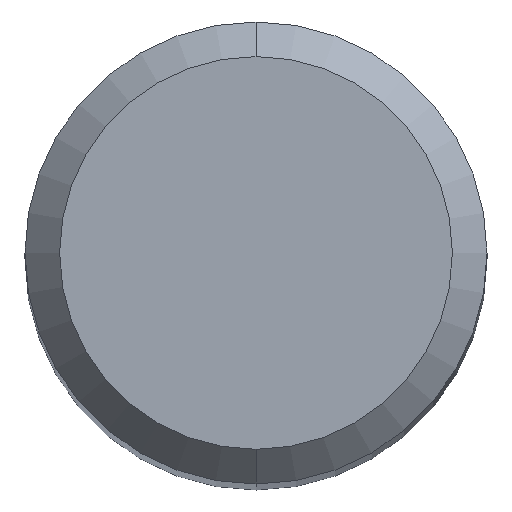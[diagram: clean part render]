
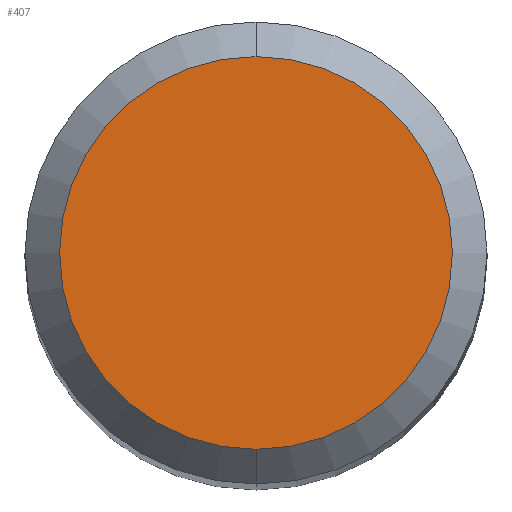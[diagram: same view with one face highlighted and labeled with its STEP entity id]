
A CAD part, top view. The second image highlights one B-rep face of the part: STEP entity #407.
In plain terms, the highlighted planar face has unit normal (0, 0, 1).
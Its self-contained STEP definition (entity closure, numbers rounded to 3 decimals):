
#281=EDGE_CURVE('',#311,#403,#599,.T.);
#311=VERTEX_POINT('',#629);
#327=EDGE_CURVE('',#403,#311,#646,.T.);
#403=VERTEX_POINT('',#734);
#407=ADVANCED_FACE('',(#738),#739,.T.);
#599=CIRCLE('',#1003,1.7);
#629=CARTESIAN_POINT('',(0.0,1.7,0.0));
#646=CIRCLE('',#1100,1.7);
#734=CARTESIAN_POINT('',(0.,-1.7,0.0));
#738=FACE_OUTER_BOUND('',#1298,.T.);
#739=PLANE('',#1299);
#1003=AXIS2_PLACEMENT_3D('',#1583,#1584,#1585);
#1100=AXIS2_PLACEMENT_3D('',#1616,#1617,#1618);
#1298=EDGE_LOOP('',(#1736,#1737));
#1299=AXIS2_PLACEMENT_3D('',#1738,#1739,#1740);
#1583=CARTESIAN_POINT('',(0.0,0.0,0.0));
#1584=DIRECTION('',(0.0,0.0,-1.0));
#1585=DIRECTION('',(0.0,1.0,0.0));
#1616=CARTESIAN_POINT('',(0.0,0.0,0.0));
#1617=DIRECTION('',(0.0,0.0,-1.0));
#1618=DIRECTION('',(0.0,1.0,0.0));
#1736=ORIENTED_EDGE('',*,*,#281,.F.);
#1737=ORIENTED_EDGE('',*,*,#327,.F.);
#1738=CARTESIAN_POINT('',(0.0,0.85,0.0));
#1739=DIRECTION('',(-0.0,0.0,1.0));
#1740=DIRECTION('',(0.0,-1.0,0.0));
